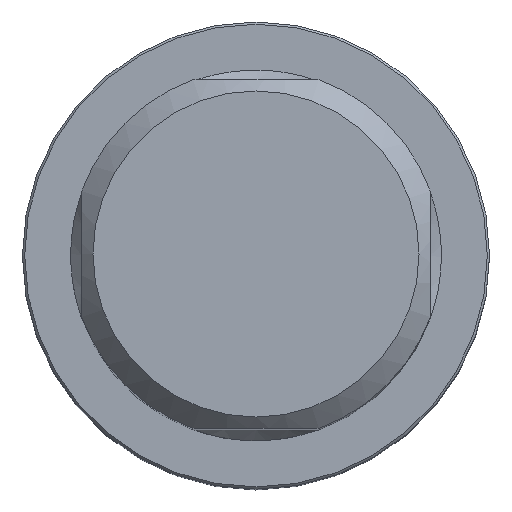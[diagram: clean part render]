
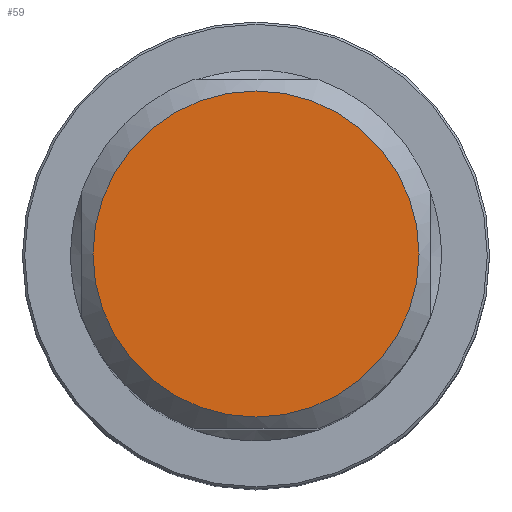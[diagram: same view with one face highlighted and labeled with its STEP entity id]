
A CAD part, top view. The second image highlights one B-rep face of the part: STEP entity #59.
In plain terms, the highlighted planar face has unit normal (0, 0, 1).
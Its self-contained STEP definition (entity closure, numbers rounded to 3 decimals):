
#41=PLANE('',#308);
#48=FACE_OUTER_BOUND('',#96,.T.);
#59=ADVANCED_FACE('CU_FL_CY_SU_3',(#48),#41,.F.);
#96=EDGE_LOOP('',(#161));
#161=ORIENTED_EDGE('',*,*,#249,.F.);
#225=VERTEX_POINT('',#484);
#249=EDGE_CURVE('',#225,#225,#269,.T.);
#269=CIRCLE('',#307,21.989);
#307=AXIS2_PLACEMENT_3D('',#483,#362,#363);
#308=AXIS2_PLACEMENT_3D('',#485,#364,#365);
#362=DIRECTION('',(0.,0.,-1.));
#363=DIRECTION('',(-1.,0.,0.));
#364=DIRECTION('',(0.,0.,-1.));
#365=DIRECTION('',(-1.,0.,0.));
#483=CARTESIAN_POINT('',(0.,0.,120.));
#484=CARTESIAN_POINT('',(-21.989,0.,120.));
#485=CARTESIAN_POINT('',(0.,0.,120.));
